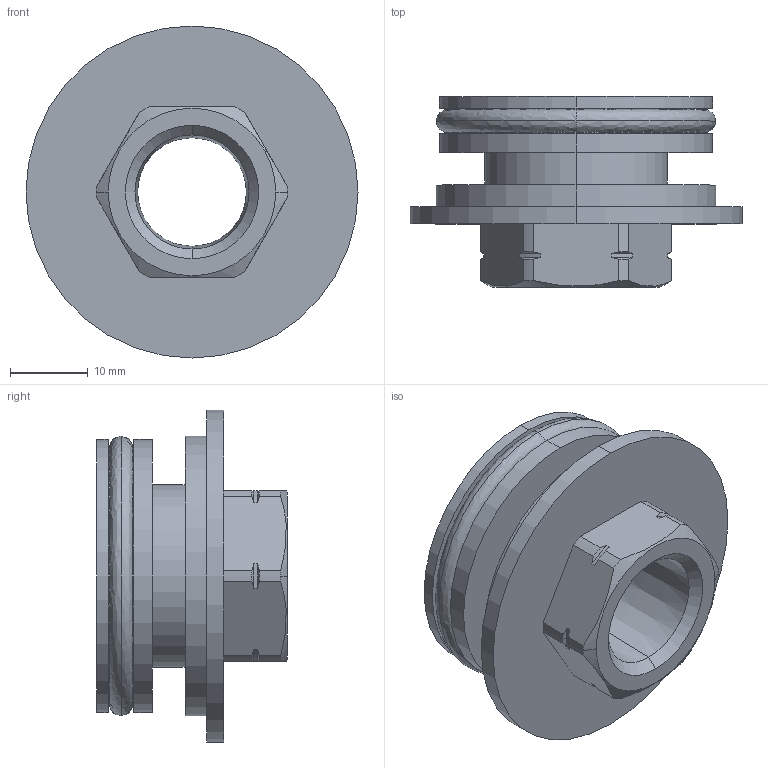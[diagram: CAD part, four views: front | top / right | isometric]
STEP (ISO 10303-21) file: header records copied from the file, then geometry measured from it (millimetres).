
FILE_DESCRIPTION (( 'STEP AP214' ), '1' );
FILE_NAME ('TAP-ACC09.step', '2017-04-05T20:00:31', ( '' ), ( '' ), 'SwSTEP 2.0', 'SolidWorks 2017', '' );
FILE_SCHEMA (( 'AUTOMOTIVE_DESIGN' ));
Length unit declared in the file: inch
Products named in the file (1): TAP-ACC09
Bounding box: 42.8 x 24.6 x 42.8 mm (x, y, z)
Volume: 12443.9 mm3; surface area: 8067.8 mm2
Topology: 1 solids, 1 shells, 75 faces, 191 edges, 124 vertices
Faces by surface type: cylinder 36, cone 21, plane 14, bspline 4
Entity records: 2589 total; most frequent: CARTESIAN_POINT 585, DIRECTION 397, ORIENTED_EDGE 382, EDGE_CURVE 191, AXIS2_PLACEMENT_3D 164, VERTEX_POINT 124, CIRCLE 92, EDGE_LOOP 83
